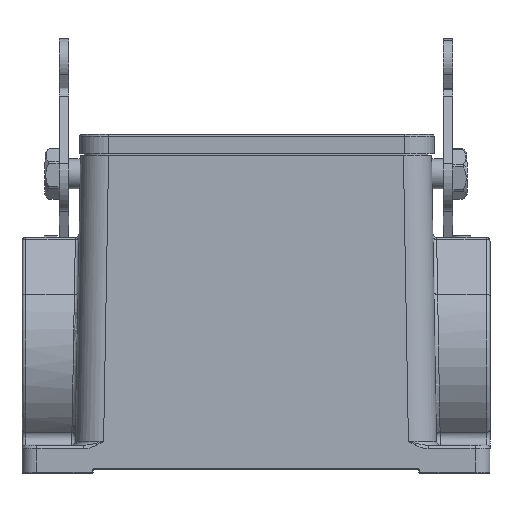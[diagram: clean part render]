
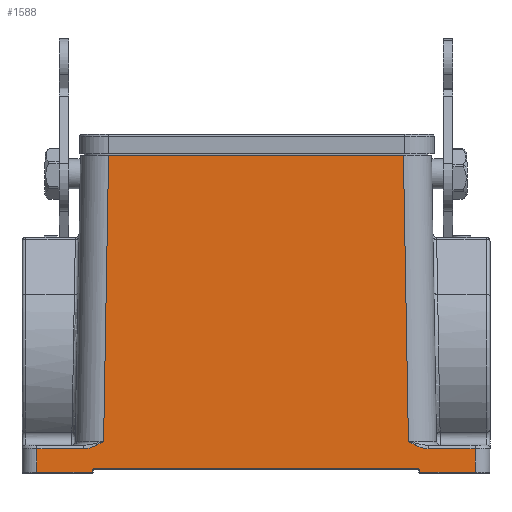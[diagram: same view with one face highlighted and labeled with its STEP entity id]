
A CAD part, front view. The second image highlights one B-rep face of the part: STEP entity #1588.
In plain terms, the highlighted planar face has unit normal (0, -1, 0.018).
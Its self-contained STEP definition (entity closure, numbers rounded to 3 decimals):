
#943=FACE_OUTER_BOUND('',#4403,.T.);
#1588=ADVANCED_FACE('',(#943),#1914,.T.);
#1914=PLANE('',#11626);
#1995=LINE('',#15191,#2667);
#2114=LINE('',#15832,#2786);
#2184=LINE('',#16520,#2856);
#2185=LINE('',#16537,#2857);
#2186=LINE('',#16554,#2858);
#2194=LINE('',#16602,#2866);
#2207=LINE('',#16853,#2879);
#2426=LINE('',#22473,#3098);
#2432=LINE('',#22566,#3104);
#2433=LINE('',#22593,#3105);
#2436=LINE('',#22630,#3108);
#2437=LINE('',#22632,#3109);
#2667=VECTOR('',#12036,1.);
#2786=VECTOR('',#12327,1.);
#2856=VECTOR('',#12601,1.);
#2857=VECTOR('',#12606,1.);
#2858=VECTOR('',#12611,1.);
#2866=VECTOR('',#12651,1.);
#2879=VECTOR('',#12748,1.);
#3098=VECTOR('',#13815,1.);
#3104=VECTOR('',#13849,1.);
#3105=VECTOR('',#13854,1.);
#3108=VECTOR('',#13865,1.);
#3109=VECTOR('',#13868,1.);
#3350=B_SPLINE_CURVE_WITH_KNOTS('',3,(#14971,#14972,#14973,#14974),
 .UNSPECIFIED.,.F.,.F.,(4,4),(0.,1.),.UNSPECIFIED.);
#3355=B_SPLINE_CURVE_WITH_KNOTS('',3,(#15009,#15010,#15011,#15012,#15013,
#15014,#15015,#15016,#15017,#15018,#15019,#15020,#15021,#15022,#15023,#15024,
#15025),.UNSPECIFIED.,.F.,.F.,(4,2,2,2,2,1,2,2,4),(0.,0.25,
0.375,0.5,0.625,0.688,
0.719,0.75,1.),.UNSPECIFIED.);
#3359=B_SPLINE_CURVE_WITH_KNOTS('',3,(#15086,#15087,#15088,#15089,#15090,
#15091,#15092,#15093,#15094,#15095,#15096,#15097,#15098,#15099),
 .UNSPECIFIED.,.F.,.F.,(4,2,2,2,2,2,4),(0.,0.125,0.188,
0.25,0.375,0.5,1.),.UNSPECIFIED.);
#3361=B_SPLINE_CURVE_WITH_KNOTS('',3,(#15145,#15146,#15147,#15148),
 .UNSPECIFIED.,.F.,.F.,(4,4),(0.,1.),.UNSPECIFIED.);
#3481=B_SPLINE_CURVE_WITH_KNOTS('',3,(#16527,#16528,#16529,#16530),
 .UNSPECIFIED.,.F.,.F.,(4,4),(0.,1.),.UNSPECIFIED.);
#3484=B_SPLINE_CURVE_WITH_KNOTS('',3,(#16544,#16545,#16546,#16547),
 .UNSPECIFIED.,.F.,.F.,(4,4),(0.,1.),.UNSPECIFIED.);
#4403=EDGE_LOOP('',(#6899,#6900,#6901,#6902,#6903,#6904,#6905,#6906,#6907,
#6908,#6909,#6910,#6911,#6912,#6913,#6914,#6915,#6916));
#6899=ORIENTED_EDGE('',*,*,#9998,.T.);
#6900=ORIENTED_EDGE('',*,*,#9334,.F.);
#6901=ORIENTED_EDGE('',*,*,#8902,.F.);
#6902=ORIENTED_EDGE('',*,*,#8900,.F.);
#6903=ORIENTED_EDGE('',*,*,#10028,.T.);
#6904=ORIENTED_EDGE('',*,*,#8909,.T.);
#6905=ORIENTED_EDGE('',*,*,#9290,.T.);
#6906=ORIENTED_EDGE('',*,*,#9272,.F.);
#6907=ORIENTED_EDGE('',*,*,#9270,.F.);
#6908=ORIENTED_EDGE('',*,*,#9268,.T.);
#6909=ORIENTED_EDGE('',*,*,#9266,.F.);
#6910=ORIENTED_EDGE('',*,*,#9264,.F.);
#6911=ORIENTED_EDGE('',*,*,#9098,.T.);
#6912=ORIENTED_EDGE('',*,*,#10017,.T.);
#6913=ORIENTED_EDGE('',*,*,#10021,.T.);
#6914=ORIENTED_EDGE('',*,*,#8896,.F.);
#6915=ORIENTED_EDGE('',*,*,#8891,.F.);
#6916=ORIENTED_EDGE('',*,*,#10027,.F.);
#7883=VERTEX_POINT('',#14975);
#7884=VERTEX_POINT('',#14976);
#7887=VERTEX_POINT('',#14998);
#7888=VERTEX_POINT('',#15066);
#7891=VERTEX_POINT('',#15085);
#7892=VERTEX_POINT('',#15144);
#7894=VERTEX_POINT('',#15167);
#7897=VERTEX_POINT('',#15190);
#7908=VERTEX_POINT('',#15226);
#8023=VERTEX_POINT('',#15826);
#8024=VERTEX_POINT('',#15833);
#8121=VERTEX_POINT('',#16521);
#8122=VERTEX_POINT('',#16531);
#8123=VERTEX_POINT('',#16538);
#8124=VERTEX_POINT('',#16548);
#8145=VERTEX_POINT('',#16854);
#8562=VERTEX_POINT('',#22438);
#8575=VERTEX_POINT('',#22567);
#8891=EDGE_CURVE('',#7883,#7884,#3350,.T.);
#8896=EDGE_CURVE('',#7884,#7887,#3355,.T.);
#8900=EDGE_CURVE('',#7891,#7888,#3359,.T.);
#8902=EDGE_CURVE('',#7888,#7892,#3361,.T.);
#8909=EDGE_CURVE('',#7894,#7897,#1995,.T.);
#9098=EDGE_CURVE('',#8023,#8024,#2114,.T.);
#9264=EDGE_CURVE('',#8023,#8121,#2184,.T.);
#9266=EDGE_CURVE('',#8121,#8122,#3481,.T.);
#9268=EDGE_CURVE('',#8123,#8122,#2185,.T.);
#9270=EDGE_CURVE('',#8123,#8124,#3484,.T.);
#9272=EDGE_CURVE('',#8124,#7908,#2186,.T.);
#9290=EDGE_CURVE('',#7897,#7908,#2194,.T.);
#9334=EDGE_CURVE('',#7892,#8145,#2207,.T.);
#9998=EDGE_CURVE('',#8562,#8145,#2426,.T.);
#10017=EDGE_CURVE('',#8024,#8575,#2432,.T.);
#10021=EDGE_CURVE('',#8575,#7887,#2433,.T.);
#10027=EDGE_CURVE('',#8562,#7883,#2436,.T.);
#10028=EDGE_CURVE('',#7891,#7894,#2437,.T.);
#11626=AXIS2_PLACEMENT_3D('',#22633,#13869,#13870);
#12036=DIRECTION('',(0.,-0.017,-1.));
#12327=DIRECTION('',(1.,0.,0.));
#12601=DIRECTION('',(-0.001,0.017,1.));
#12606=DIRECTION('',(1.,0.,0.));
#12611=DIRECTION('',(-0.001,-0.017,-1.));
#12651=DIRECTION('',(1.,0.,0.));
#12748=DIRECTION('',(0.017,0.017,1.));
#13815=DIRECTION('',(-1.,0.,0.));
#13849=DIRECTION('',(0.,0.017,1.));
#13854=DIRECTION('',(-1.,0.,0.));
#13865=DIRECTION('',(0.017,-0.017,-1.));
#13868=DIRECTION('',(-1.,0.,0.));
#13869=DIRECTION('',(0.,-1.,0.017));
#13870=DIRECTION('',(0.,-0.017,-1.));
#14971=CARTESIAN_POINT('',(40.708,-43.102,8.483));
#14972=CARTESIAN_POINT('',(41.319,-43.108,8.142));
#14973=CARTESIAN_POINT('',(41.932,-43.114,7.805));
#14974=CARTESIAN_POINT('',(42.569,-43.119,7.5));
#14975=CARTESIAN_POINT('',(40.708,-43.102,8.483));
#14976=CARTESIAN_POINT('',(42.569,-43.119,7.5));
#14998=CARTESIAN_POINT('',(46.144,-43.136,6.517));
#15009=CARTESIAN_POINT('',(42.569,-43.119,7.5));
#15010=CARTESIAN_POINT('',(42.752,-43.121,7.413));
#15011=CARTESIAN_POINT('',(43.036,-43.123,7.277));
#15012=CARTESIAN_POINT('',(43.596,-43.127,7.049));
#15013=CARTESIAN_POINT('',(43.763,-43.128,6.986));
#15014=CARTESIAN_POINT('',(44.056,-43.13,6.884));
#15015=CARTESIAN_POINT('',(44.137,-43.13,6.857));
#15016=CARTESIAN_POINT('',(44.432,-43.132,6.767));
#15017=CARTESIAN_POINT('',(44.582,-43.133,6.727));
#15018=CARTESIAN_POINT('',(44.81,-43.134,6.672));
#15019=CARTESIAN_POINT('',(44.925,-43.134,6.647));
#15020=CARTESIAN_POINT('',(45.04,-43.134,6.625));
#15021=CARTESIAN_POINT('',(45.118,-43.135,6.61));
#15022=CARTESIAN_POINT('',(45.128,-43.135,6.608));
#15023=CARTESIAN_POINT('',(45.741,-43.136,6.507));
#15024=CARTESIAN_POINT('',(46.065,-43.136,6.517));
#15025=CARTESIAN_POINT('',(46.144,-43.136,6.517));
#15066=CARTESIAN_POINT('',(-42.569,-43.119,7.5));
#15085=CARTESIAN_POINT('',(-46.144,-43.136,6.517));
#15086=CARTESIAN_POINT('',(-46.144,-43.136,6.517));
#15087=CARTESIAN_POINT('',(-46.087,-43.136,6.517));
#15088=CARTESIAN_POINT('',(-45.978,-43.136,6.517));
#15089=CARTESIAN_POINT('',(-45.74,-43.136,6.531));
#15090=CARTESIAN_POINT('',(-45.648,-43.136,6.539));
#15091=CARTESIAN_POINT('',(-45.44,-43.135,6.561));
#15092=CARTESIAN_POINT('',(-45.275,-43.135,6.584));
#15093=CARTESIAN_POINT('',(-45.036,-43.134,6.624));
#15094=CARTESIAN_POINT('',(-44.881,-43.134,6.656));
#15095=CARTESIAN_POINT('',(-44.577,-43.133,6.728));
#15096=CARTESIAN_POINT('',(-44.385,-43.132,6.782));
#15097=CARTESIAN_POINT('',(-43.881,-43.129,6.934));
#15098=CARTESIAN_POINT('',(-42.932,-43.122,7.327));
#15099=CARTESIAN_POINT('',(-42.569,-43.119,7.5));
#15144=CARTESIAN_POINT('',(-40.708,-43.102,8.483));
#15145=CARTESIAN_POINT('',(-42.569,-43.119,7.5));
#15146=CARTESIAN_POINT('',(-41.932,-43.114,7.805));
#15147=CARTESIAN_POINT('',(-41.319,-43.108,8.142));
#15148=CARTESIAN_POINT('',(-40.708,-43.102,8.483));
#15167=CARTESIAN_POINT('',(-58.5,-43.136,6.517));
#15190=CARTESIAN_POINT('',(-58.5,-43.245,0.304));
#15191=CARTESIAN_POINT('',(-58.5,-43.136,6.517));
#15226=CARTESIAN_POINT('',(-43.8,-43.245,0.304));
#15826=CARTESIAN_POINT('',(43.8,-43.245,0.304));
#15832=CARTESIAN_POINT('',(43.801,-43.245,0.304));
#15833=CARTESIAN_POINT('',(58.5,-43.245,0.304));
#16520=CARTESIAN_POINT('',(43.801,-43.245,0.304));
#16521=CARTESIAN_POINT('',(43.8,-43.238,0.705));
#16527=CARTESIAN_POINT('',(43.8,-43.238,0.705));
#16528=CARTESIAN_POINT('',(43.8,-43.232,1.019));
#16529=CARTESIAN_POINT('',(43.514,-43.227,1.305));
#16530=CARTESIAN_POINT('',(43.2,-43.227,1.305));
#16531=CARTESIAN_POINT('',(43.2,-43.227,1.305));
#16537=CARTESIAN_POINT('',(-43.2,-43.227,1.305));
#16538=CARTESIAN_POINT('',(-43.2,-43.227,1.305));
#16544=CARTESIAN_POINT('',(-43.2,-43.227,1.305));
#16545=CARTESIAN_POINT('',(-43.514,-43.227,1.305));
#16546=CARTESIAN_POINT('',(-43.8,-43.232,1.019));
#16547=CARTESIAN_POINT('',(-43.8,-43.238,0.705));
#16548=CARTESIAN_POINT('',(-43.8,-43.238,0.705));
#16554=CARTESIAN_POINT('',(-43.8,-43.238,0.704));
#16602=CARTESIAN_POINT('',(-58.5,-43.245,0.305));
#16853=CARTESIAN_POINT('',(-40.708,-43.102,8.483));
#16854=CARTESIAN_POINT('',(-39.374,-41.768,84.902));
#22438=CARTESIAN_POINT('',(39.374,-41.768,84.902));
#22473=CARTESIAN_POINT('',(39.374,-41.768,84.902));
#22566=CARTESIAN_POINT('',(58.5,-43.245,0.305));
#22567=CARTESIAN_POINT('',(58.5,-43.136,6.517));
#22593=CARTESIAN_POINT('',(58.5,-43.136,6.517));
#22630=CARTESIAN_POINT('',(39.374,-41.768,84.902));
#22632=CARTESIAN_POINT('',(-46.144,-43.136,6.517));
#22633=CARTESIAN_POINT('',(-65.59,-43.25,0.));
